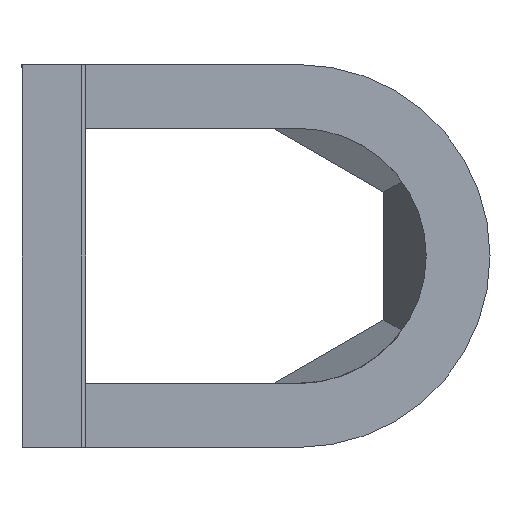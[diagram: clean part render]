
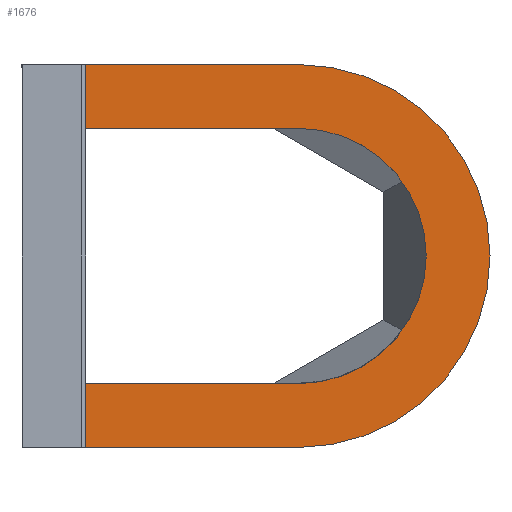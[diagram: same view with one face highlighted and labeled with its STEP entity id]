
A CAD part, left-side view. The second image highlights one B-rep face of the part: STEP entity #1676.
In plain terms, the highlighted planar face has unit normal (-1, 0, 0).
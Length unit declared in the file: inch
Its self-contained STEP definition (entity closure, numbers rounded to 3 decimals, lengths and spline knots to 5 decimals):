
#46 = CARTESIAN_POINT ( 'NONE',  ( -12.5, 3., 0. ) ) ;
#183 = EDGE_CURVE ( 'NONE', #2272, #1000, #2067, .T. ) ;
#193 = CARTESIAN_POINT ( 'NONE',  ( -12.5, 8., 3. ) ) ;
#281 = DIRECTION ( 'NONE',  ( 1., 0., 0. ) ) ;
#410 = DIRECTION ( 'NONE',  ( 0., 1., 0. ) ) ;
#517 = DIRECTION ( 'NONE',  ( 0., 0., 1. ) ) ;
#529 = LINE ( 'NONE', #1866, #1471 ) ;
#586 = EDGE_CURVE ( 'NONE', #1927, #733, #774, .T. ) ;
#715 = DIRECTION ( 'NONE',  ( 0., 0., 1. ) ) ;
#733 = VERTEX_POINT ( 'NONE', #2286 ) ;
#736 = VERTEX_POINT ( 'NONE', #1278 ) ;
#752 = DIRECTION ( 'NONE',  ( 0., 0., -1. ) ) ;
#774 = LINE ( 'NONE', #1752, #2979 ) ;
#775 = CIRCLE ( 'NONE', #2234, 4.5 ) ;
#804 = DIRECTION ( 'NONE',  ( 1., 0., 0. ) ) ;
#830 = CARTESIAN_POINT ( 'NONE',  ( -12.5, 3., 0. ) ) ;
#835 = CARTESIAN_POINT ( 'NONE',  ( -12.5, 8., 3. ) ) ;
#868 = CARTESIAN_POINT ( 'NONE',  ( -12.5, 3., 3. ) ) ;
#883 = VERTEX_POINT ( 'NONE', #2448 ) ;
#889 = LINE ( 'NONE', #193, #1686 ) ;
#925 = CARTESIAN_POINT ( 'NONE',  ( -12.5, 8., -3. ) ) ;
#1000 = VERTEX_POINT ( 'NONE', #868 ) ;
#1015 = ORIENTED_EDGE ( 'NONE', *, *, #183, .T. ) ;
#1026 = EDGE_CURVE ( 'NONE', #883, #1068, #889, .T. ) ;
#1068 = VERTEX_POINT ( 'NONE', #925 ) ;
#1083 = ORIENTED_EDGE ( 'NONE', *, *, #1026, .F. ) ;
#1094 = DIRECTION ( 'NONE',  ( 1., 0., 0. ) ) ;
#1219 = LINE ( 'NONE', #1944, #2636 ) ;
#1278 = CARTESIAN_POINT ( 'NONE',  ( -12.5, 3., -4.5 ) ) ;
#1304 = DIRECTION ( 'NONE',  ( 0., 0., -1. ) ) ;
#1310 = VECTOR ( 'NONE', #1844, 39.37008 ) ;
#1355 = EDGE_LOOP ( 'NONE', ( #2606, #2922, #1083, #2531, #2499, #2156, #2973, #1015 ) ) ;
#1396 = FACE_OUTER_BOUND ( 'NONE', #1355, .T. ) ;
#1471 = VECTOR ( 'NONE', #410, 39.37008 ) ;
#1474 = CARTESIAN_POINT ( 'NONE',  ( -12.5, 8., 3. ) ) ;
#1593 = EDGE_CURVE ( 'NONE', #2272, #1927, #1743, .T. ) ;
#1610 = EDGE_CURVE ( 'NONE', #736, #883, #529, .T. ) ;
#1676 = ADVANCED_FACE ( 'NONE', ( #1396 ), #2578, .F. ) ;
#1686 = VECTOR ( 'NONE', #715, 39.37008 ) ;
#1743 = LINE ( 'NONE', #1474, #2553 ) ;
#1752 = CARTESIAN_POINT ( 'NONE',  ( -12.5, 8., 4.5 ) ) ;
#1805 = CARTESIAN_POINT ( 'NONE',  ( -12.5, 3., -3. ) ) ;
#1844 = DIRECTION ( 'NONE',  ( 0., -1., 0. ) ) ;
#1866 = CARTESIAN_POINT ( 'NONE',  ( -12.5, 3., -4.5 ) ) ;
#1927 = VERTEX_POINT ( 'NONE', #2843 ) ;
#1944 = CARTESIAN_POINT ( 'NONE',  ( -12.5, 3., -3. ) ) ;
#2067 = LINE ( 'NONE', #835, #1310 ) ;
#2156 = ORIENTED_EDGE ( 'NONE', *, *, #586, .F. ) ;
#2209 = EDGE_CURVE ( 'NONE', #733, #736, #775, .T. ) ;
#2234 = AXIS2_PLACEMENT_3D ( 'NONE', #830, #1094, #1304 ) ;
#2272 = VERTEX_POINT ( 'NONE', #2368 ) ;
#2286 = CARTESIAN_POINT ( 'NONE',  ( -12.5, 3., 4.5 ) ) ;
#2362 = EDGE_CURVE ( 'NONE', #1000, #2432, #2590, .T. ) ;
#2368 = CARTESIAN_POINT ( 'NONE',  ( -12.5, 8., 3. ) ) ;
#2384 = AXIS2_PLACEMENT_3D ( 'NONE', #46, #281, #752 ) ;
#2432 = VERTEX_POINT ( 'NONE', #1805 ) ;
#2448 = CARTESIAN_POINT ( 'NONE',  ( -12.5, 8., -4.5 ) ) ;
#2499 = ORIENTED_EDGE ( 'NONE', *, *, #2209, .F. ) ;
#2531 = ORIENTED_EDGE ( 'NONE', *, *, #1610, .F. ) ;
#2553 = VECTOR ( 'NONE', #517, 39.37008 ) ;
#2578 = PLANE ( 'NONE',  #2725 ) ;
#2590 = CIRCLE ( 'NONE', #2384, 3. ) ;
#2606 = ORIENTED_EDGE ( 'NONE', *, *, #2362, .T. ) ;
#2636 = VECTOR ( 'NONE', #2685, 39.37008 ) ;
#2685 = DIRECTION ( 'NONE',  ( 0., 1., 0. ) ) ;
#2725 = AXIS2_PLACEMENT_3D ( 'NONE', #2974, #804, #3164 ) ;
#2737 = DIRECTION ( 'NONE',  ( 0., -1., 0. ) ) ;
#2843 = CARTESIAN_POINT ( 'NONE',  ( -12.5, 8., 4.5 ) ) ;
#2922 = ORIENTED_EDGE ( 'NONE', *, *, #2949, .T. ) ;
#2949 = EDGE_CURVE ( 'NONE', #2432, #1068, #1219, .T. ) ;
#2973 = ORIENTED_EDGE ( 'NONE', *, *, #1593, .F. ) ;
#2974 = CARTESIAN_POINT ( 'NONE',  ( -12.5, 3., 0. ) ) ;
#2979 = VECTOR ( 'NONE', #2737, 39.37008 ) ;
#3164 = DIRECTION ( 'NONE',  ( 0., 0., -1. ) ) ;
